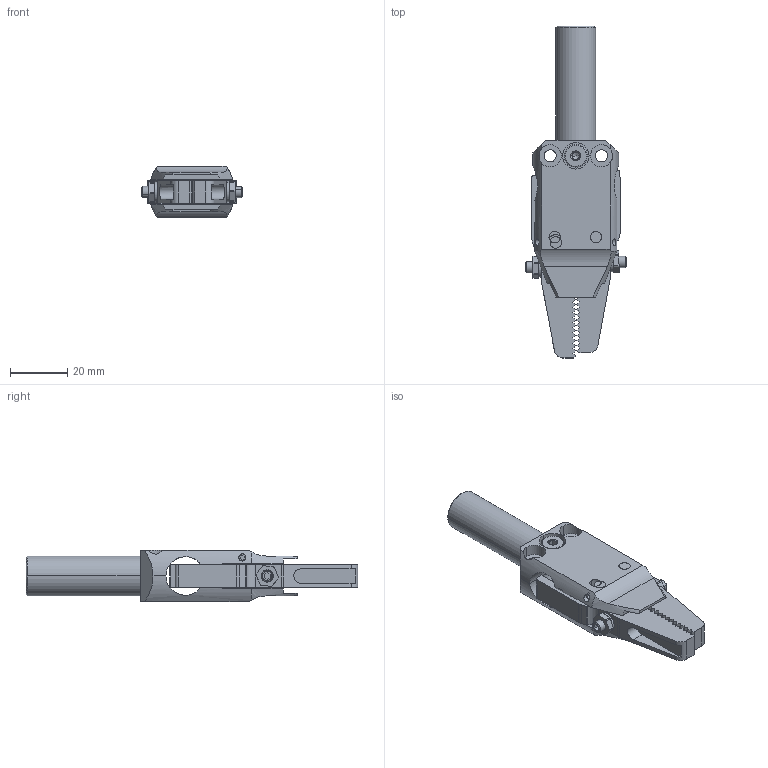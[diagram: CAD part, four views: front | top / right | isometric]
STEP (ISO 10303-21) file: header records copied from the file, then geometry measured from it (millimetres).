
FILE_DESCRIPTION (( 'STEP AP214' ), '1' );
FILE_NAME ('CA.GTS.1003.1212.STEP', '2015-12-13T09:25:31', ( '' ), ( '' ), 'SwSTEP 2.0', 'SolidWorks 2012', '' );
FILE_SCHEMA (( 'AUTOMOTIVE_DESIGN' ));
Length unit declared in the file: millimetre
Products named in the file (12): socket set screw cone point_iso_ISO 4027 - M3 x 5-N; M.5,6x22; SP.4X18m6.LAV; CA.08.14.013; GTS.03.12; R.4.SCH; socket set screw cone point_iso_ISO 4027 - M4 x 16-N; D.4; PAP.0405504; GTS.1003.12; GTS.1003.01; CA.GTS.1003.1212
Assembly tree (16 placements, depth 3):
  CA.GTS.1003.1212
    GTS.1003.01
    GTS.03.12  x2
      GTS.1003.12
      PAP.0405504
      D.4
      socket set screw cone point_iso_ISO 4027 - M4 x 16-N
      R.4.SCH
    CA.08.14.013  x2
    SP.4X18m6.LAV  x2
    M.5,6x22
    socket set screw cone point_iso_ISO 4027 - M3 x 5-N  x2
Bounding box: 35.15 x 116.35 x 18 mm (x, y, z)
Volume: 26494 mm3; surface area: 18729.1 mm2
Topology: 20 solids, 20 shells, 829 faces, 2288 edges, 1482 vertices
Faces by surface type: plane 607, cylinder 155, cone 61, torus 4, bspline 2
Entity records: 18956 total; most frequent: CARTESIAN_POINT 6395, DIRECTION 2539, ORIENTED_EDGE 2510, EDGE_CURVE 1255, AXIS2_PLACEMENT_3D 882, VERTEX_POINT 818, VECTOR 775, LINE 775
